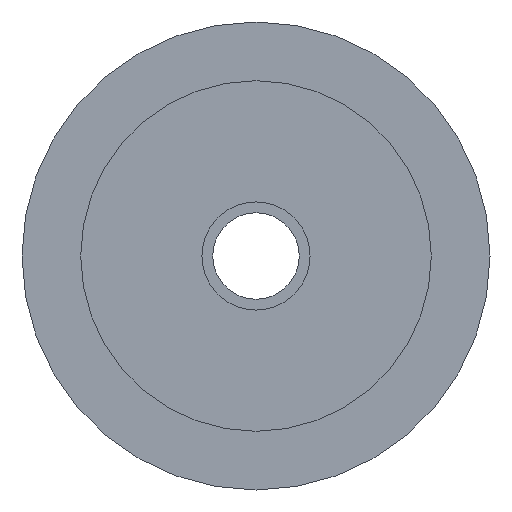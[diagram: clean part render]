
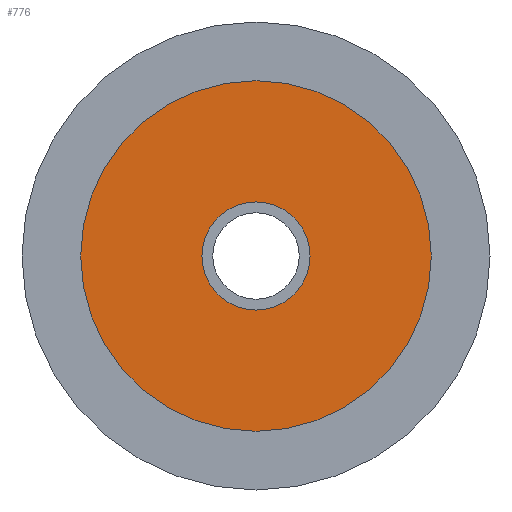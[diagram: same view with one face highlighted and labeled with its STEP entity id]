
A CAD part, front view. The second image highlights one B-rep face of the part: STEP entity #776.
In plain terms, the highlighted planar face has unit normal (0, -1, 0).
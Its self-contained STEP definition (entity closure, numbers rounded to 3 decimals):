
#107=FACE_BOUND('',#206,.T.);
#120=PLANE('',#939);
#157=FACE_OUTER_BOUND('',#205,.T.);
#205=EDGE_LOOP('',(#564,#565));
#206=EDGE_LOOP('',(#566));
#305=CIRCLE('',#929,6.35);
#312=CIRCLE('',#940,20.6);
#313=CIRCLE('',#941,20.6);
#366=VERTEX_POINT('',#1303);
#373=VERTEX_POINT('',#1324);
#374=VERTEX_POINT('',#1325);
#440=EDGE_CURVE('',#366,#366,#305,.T.);
#449=EDGE_CURVE('',#373,#374,#312,.T.);
#450=EDGE_CURVE('',#374,#373,#313,.T.);
#564=ORIENTED_EDGE('',*,*,#449,.F.);
#565=ORIENTED_EDGE('',*,*,#450,.F.);
#566=ORIENTED_EDGE('',*,*,#440,.T.);
#776=ADVANCED_FACE('',(#157,#107),#120,.T.);
#929=AXIS2_PLACEMENT_3D('',#1305,#1051,#1052);
#939=AXIS2_PLACEMENT_3D('',#1323,#1073,#1074);
#940=AXIS2_PLACEMENT_3D('',#1326,#1075,#1076);
#941=AXIS2_PLACEMENT_3D('',#1327,#1077,#1078);
#1051=DIRECTION('center_axis',(0.,1.,0.));
#1052=DIRECTION('ref_axis',(-1.,0.,0.));
#1073=DIRECTION('center_axis',(0.,-1.,0.));
#1074=DIRECTION('ref_axis',(0.,0.,-1.));
#1075=DIRECTION('center_axis',(0.,1.,0.));
#1076=DIRECTION('ref_axis',(1.,0.,0.));
#1077=DIRECTION('center_axis',(0.,1.,0.));
#1078=DIRECTION('ref_axis',(1.,0.,0.));
#1303=CARTESIAN_POINT('',(6.35,2.5,0.));
#1305=CARTESIAN_POINT('Origin',(0.,2.5,0.));
#1323=CARTESIAN_POINT('Origin',(-20.6,2.5,0.));
#1324=CARTESIAN_POINT('',(-20.6,2.5,0.));
#1325=CARTESIAN_POINT('',(20.6,2.5,0.));
#1326=CARTESIAN_POINT('Origin',(0.,2.5,0.));
#1327=CARTESIAN_POINT('Origin',(0.,2.5,0.));
